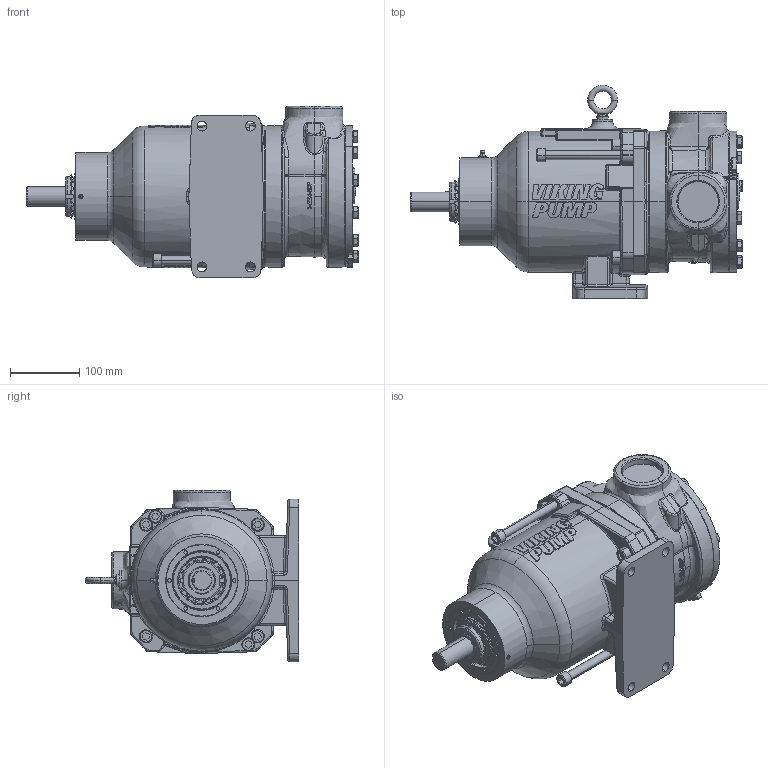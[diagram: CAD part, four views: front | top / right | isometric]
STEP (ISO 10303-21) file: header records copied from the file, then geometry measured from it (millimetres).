
FILE_DESCRIPTION (( 'STEP AP214' ), '1' );
FILE_NAME ('KK8124A.STEP', '2017-08-23T18:00:56', ( '' ), ( '' ), 'SwSTEP 2.0', 'SolidWorks 2016', '' );
FILE_SCHEMA (( 'AUTOMOTIVE_DESIGN' ));
Length unit declared in the file: inch
Products named in the file (2): KK8124A
Bounding box: 478.99 x 307.85 x 247.89 mm (x, y, z)
Volume: 12656904 mm3; surface area: 459429.2 mm2
Topology: 1 solids, 1 shells, 1489 faces, 3640 edges, 2229 vertices
Faces by surface type: plane 478, bspline 441, cylinder 292, cone 184, torus 67, sphere 27
Entity records: 213771 total; most frequent: CARTESIAN_POINT 173681, ORIENTED_EDGE 7256, DIRECTION 5035, EDGE_CURVE 3628, VERTEX_POINT 2226, AXIS2_PLACEMENT_3D 1864, EDGE_LOOP 1594, ADVANCED_FACE 1489
